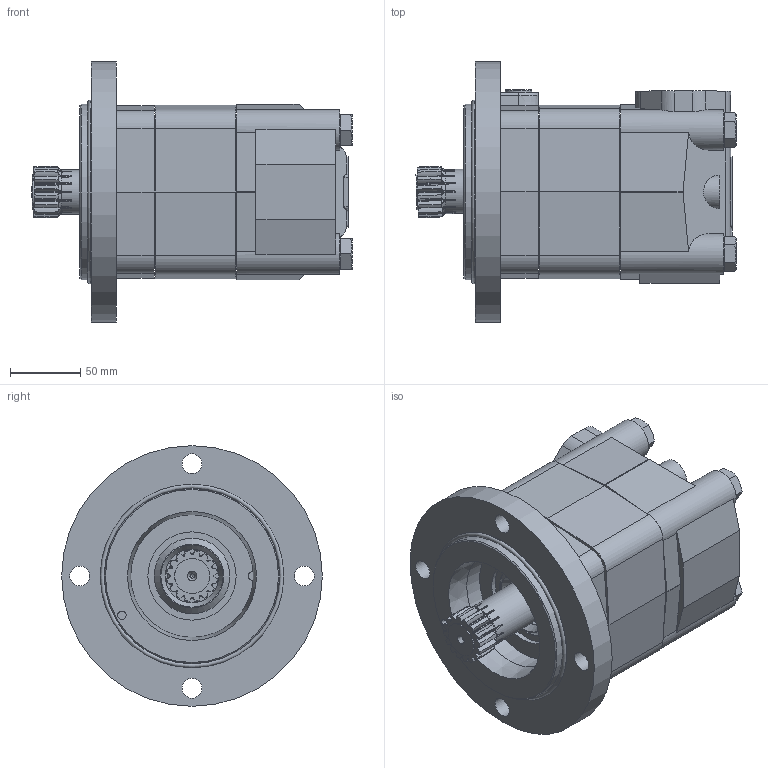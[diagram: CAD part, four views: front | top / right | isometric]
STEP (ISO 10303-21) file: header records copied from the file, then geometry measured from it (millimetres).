
FILE_DESCRIPTION(/* description */ ('STEP AP214'),/* implementation_level */ '2;1');
FILE_NAME(/* name */ 'MTS630',/* time_stamp */ '2023-02-07T14:43:23+01:00',/* author */ ('License CC BY-ND 4.0'),/* organization */ ('CADENAS'),/* preprocessor_version */ 'ST-DEVELOPER v18.102',/* originating_system */ 'PARTsolutions',/* authorisation */ ' ');
FILE_SCHEMA (('AUTOMOTIVE_DESIGN {1 0 10303 214 3 1 1}'));
Length unit declared in the file: millimetre
Products named in the file (5): MTS630; Hexagon bolt DIN 931-1 M14x1000; MTP; MTS630D; MTSFL
Assembly tree (7 placements, depth 2):
  MTS630
    Hexagon bolt DIN 931-1 M14x1000  x4
    MTP
    MTS630D
    MTSFL
Bounding box: 228.36 x 186 x 186 mm (x, y, z)
Volume: 2714239.7 mm3; surface area: 276169.9 mm2
Topology: 7 solids, 7 shells, 592 faces, 1468 edges, 937 vertices
Faces by surface type: cylinder 205, plane 204, torus 123, cone 60
Full cylindrical faces by diameter (mm): 2.4 x4, 3.15 x1, 6 x2, 7 x3, 8.376 x4, 14 x6, 14.2 x8, 14.3 x4, 14.8 x2, 15 x8, 16.4 x4, 19 x1, 21 x1, 24.117 x2, 25 x1, 28.7 x2, 31.5 x1, 38 x1, 54 x1, 63 x1, 87.5 x1, 103 x2, 108 x1, 109 x1, 125 x1, 186 x1
Entity records: 16096 total; most frequent: CARTESIAN_POINT 3579, DIRECTION 2636, ORIENTED_EDGE 2440, EDGE_CURVE 1220, AXIS2_PLACEMENT_3D 1101, VERTEX_POINT 845, FACE_BOUND 709, EDGE_LOOP 697
